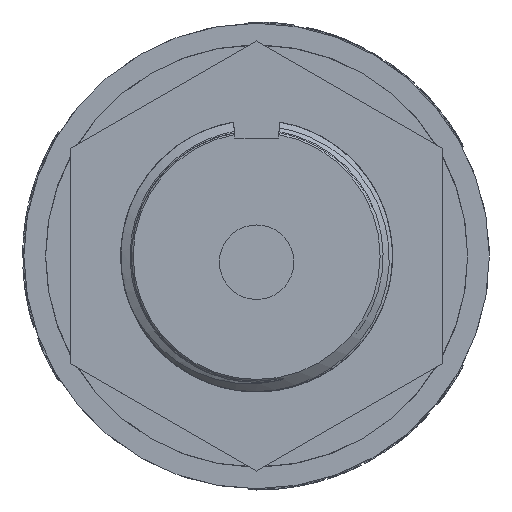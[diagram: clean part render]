
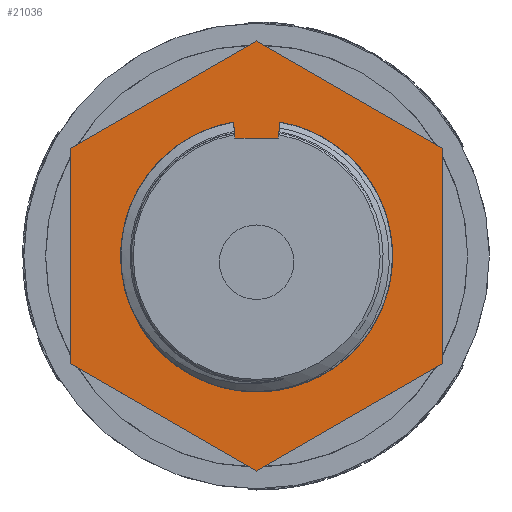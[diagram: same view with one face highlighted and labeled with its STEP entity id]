
A CAD part, front view. The second image highlights one B-rep face of the part: STEP entity #21036.
In plain terms, the highlighted planar face has unit normal (0, -1, 0).
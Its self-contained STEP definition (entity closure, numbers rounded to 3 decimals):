
#670=PLANE('',#22467);
#1191=FACE_BOUND('',#3381,.T.);
#1436=B_SPLINE_CURVE_WITH_KNOTS('',3,(#36950,#36951,#36952,#36953,#36954,
#36955,#36956,#36957,#36958,#36959,#36960,#36961,#36962,#36963,#36964,#36965),
 .UNSPECIFIED.,.F.,.F.,(4,3,3,3,3,4),(-1.951,-1.605,
-1.255,-0.843,-0.424,0.),
 .UNSPECIFIED.);
#1437=B_SPLINE_CURVE_WITH_KNOTS('',3,(#36967,#36968,#36969,#36970,#36971,
#36972,#36973,#36974,#36975,#36976,#36977,#36978,#36979,#36980,#36981,#36982),
 .UNSPECIFIED.,.F.,.F.,(4,3,3,3,3,4),(-1.009,-0.897,
-0.751,-0.519,-0.277,0.),
 .UNSPECIFIED.);
#1438=B_SPLINE_CURVE_WITH_KNOTS('',3,(#36984,#36985,#36986,#36987,#36988,
#36989,#36990,#36991,#36992,#36993,#36994,#36995,#36996,#36997,#36998,#36999),
 .UNSPECIFIED.,.F.,.F.,(4,3,3,3,3,4),(-1.772,-1.495,
-1.221,-0.808,-0.401,0.),.UNSPECIFIED.);
#2144=FACE_OUTER_BOUND('',#3380,.T.);
#3380=EDGE_LOOP('',(#13941,#13942,#13943,#13944,#13945,#13946));
#3381=EDGE_LOOP('',(#13947,#13948,#13949,#13950,#13951,#13952,#13953));
#4808=CIRCLE('',#22468,10.95);
#5910=LINE('',#36938,#7033);
#5911=LINE('',#36940,#7034);
#5912=LINE('',#36942,#7035);
#5913=LINE('',#36944,#7036);
#5914=LINE('',#36946,#7037);
#5915=LINE('',#36947,#7038);
#5916=LINE('',#37001,#7039);
#5917=LINE('',#37003,#7040);
#5918=LINE('',#37005,#7041);
#7033=VECTOR('',#24945,10.);
#7034=VECTOR('',#24946,10.);
#7035=VECTOR('',#24947,10.);
#7036=VECTOR('',#24948,10.);
#7037=VECTOR('',#24949,10.);
#7038=VECTOR('',#24950,10.);
#7039=VECTOR('',#24951,10.);
#7040=VECTOR('',#24952,10.);
#7041=VECTOR('',#24953,10.);
#8580=VERTEX_POINT('',#36936);
#8581=VERTEX_POINT('',#36937);
#8582=VERTEX_POINT('',#36939);
#8583=VERTEX_POINT('',#36941);
#8584=VERTEX_POINT('',#36943);
#8585=VERTEX_POINT('',#36945);
#8586=VERTEX_POINT('',#36948);
#8587=VERTEX_POINT('',#36949);
#8588=VERTEX_POINT('',#36966);
#8589=VERTEX_POINT('',#36983);
#8590=VERTEX_POINT('',#37000);
#8591=VERTEX_POINT('',#37002);
#8592=VERTEX_POINT('',#37004);
#10720=EDGE_CURVE('',#8580,#8581,#5910,.T.);
#10721=EDGE_CURVE('',#8581,#8582,#5911,.T.);
#10722=EDGE_CURVE('',#8582,#8583,#5912,.T.);
#10723=EDGE_CURVE('',#8583,#8584,#5913,.T.);
#10724=EDGE_CURVE('',#8584,#8585,#5914,.T.);
#10725=EDGE_CURVE('',#8585,#8580,#5915,.T.);
#10726=EDGE_CURVE('',#8586,#8587,#1436,.T.);
#10727=EDGE_CURVE('',#8588,#8586,#1437,.T.);
#10728=EDGE_CURVE('',#8589,#8588,#1438,.T.);
#10729=EDGE_CURVE('',#8590,#8589,#5916,.T.);
#10730=EDGE_CURVE('',#8591,#8590,#5917,.T.);
#10731=EDGE_CURVE('',#8592,#8591,#5918,.T.);
#10732=EDGE_CURVE('',#8587,#8592,#4808,.T.);
#13941=ORIENTED_EDGE('',*,*,#10720,.T.);
#13942=ORIENTED_EDGE('',*,*,#10721,.T.);
#13943=ORIENTED_EDGE('',*,*,#10722,.T.);
#13944=ORIENTED_EDGE('',*,*,#10723,.T.);
#13945=ORIENTED_EDGE('',*,*,#10724,.T.);
#13946=ORIENTED_EDGE('',*,*,#10725,.T.);
#13947=ORIENTED_EDGE('',*,*,#10726,.F.);
#13948=ORIENTED_EDGE('',*,*,#10727,.F.);
#13949=ORIENTED_EDGE('',*,*,#10728,.F.);
#13950=ORIENTED_EDGE('',*,*,#10729,.F.);
#13951=ORIENTED_EDGE('',*,*,#10730,.F.);
#13952=ORIENTED_EDGE('',*,*,#10731,.F.);
#13953=ORIENTED_EDGE('',*,*,#10732,.F.);
#21036=ADVANCED_FACE('',(#2144,#1191),#670,.T.);
#22467=AXIS2_PLACEMENT_3D('',#36935,#24943,#24944);
#22468=AXIS2_PLACEMENT_3D('',#37006,#24954,#24955);
#24943=DIRECTION('center_axis',(0.,-1.,0.));
#24944=DIRECTION('ref_axis',(0.,0.,-1.));
#24945=DIRECTION('',(0.,0.,-1.));
#24946=DIRECTION('',(0.866,0.,-0.5));
#24947=DIRECTION('',(0.866,0.,0.5));
#24948=DIRECTION('',(0.,0.,1.));
#24949=DIRECTION('',(-0.866,0.,0.5));
#24950=DIRECTION('',(-0.866,0.,-0.5));
#24951=DIRECTION('',(-0.087,0.,0.996));
#24952=DIRECTION('',(-1.,0.,0.));
#24953=DIRECTION('',(-0.087,0.,-0.996));
#24954=DIRECTION('center_axis',(0.,-1.,0.));
#24955=DIRECTION('ref_axis',(0.,0.,
1.));
#36935=CARTESIAN_POINT('Origin',(0.,-54.99,0.));
#36936=CARTESIAN_POINT('',(-15.,-54.99,8.66));
#36937=CARTESIAN_POINT('',(-15.,-54.99,-8.66));
#36938=CARTESIAN_POINT('',(-15.,-54.99,8.66));
#36939=CARTESIAN_POINT('',(0.,-54.99,-17.321));
#36940=CARTESIAN_POINT('',(-15.,-54.99,-8.66));
#36941=CARTESIAN_POINT('',(15.,-54.99,-8.66));
#36942=CARTESIAN_POINT('',(0.,-54.99,-17.321));
#36943=CARTESIAN_POINT('',(15.,-54.99,8.66));
#36944=CARTESIAN_POINT('',(15.,-54.99,-8.66));
#36945=CARTESIAN_POINT('',(0.,-54.99,17.321));
#36946=CARTESIAN_POINT('',(15.,-54.99,8.66));
#36947=CARTESIAN_POINT('',(0.,-54.99,17.321));
#36948=CARTESIAN_POINT('',(3.041,-54.99,-9.726));
#36949=CARTESIAN_POINT('',(9.217,-54.99,5.911));
#36950=CARTESIAN_POINT('Ctrl Pts',(3.041,-54.99,-9.726));
#36951=CARTESIAN_POINT('Ctrl Pts',(4.153,-54.99,-9.427));
#36952=CARTESIAN_POINT('Ctrl Pts',(5.207,-54.99,-8.942));
#36953=CARTESIAN_POINT('Ctrl Pts',(6.158,-54.99,-8.292));
#36954=CARTESIAN_POINT('Ctrl Pts',(7.122,-54.99,-7.634));
#36955=CARTESIAN_POINT('Ctrl Pts',(7.968,-54.99,-6.818));
#36956=CARTESIAN_POINT('Ctrl Pts',(8.661,-54.99,-5.879));
#36957=CARTESIAN_POINT('Ctrl Pts',(9.476,-54.99,-4.774));
#36958=CARTESIAN_POINT('Ctrl Pts',(10.066,-54.99,-3.521));
#36959=CARTESIAN_POINT('Ctrl Pts',(10.4,-54.99,-2.189));
#36960=CARTESIAN_POINT('Ctrl Pts',(10.74,-54.99,-0.838));
#36961=CARTESIAN_POINT('Ctrl Pts',(10.811,-54.99,0.567));
#36962=CARTESIAN_POINT('Ctrl Pts',(10.612,-54.99,1.946));
#36963=CARTESIAN_POINT('Ctrl Pts',(10.411,-54.99,3.346));
#36964=CARTESIAN_POINT('Ctrl Pts',(9.936,-54.99,4.692));
#36965=CARTESIAN_POINT('Ctrl Pts',(9.217,-54.99,5.911));
#36966=CARTESIAN_POINT('',(-9.8,-54.99,-2.793));
#36967=CARTESIAN_POINT('Ctrl Pts',(-9.8,-54.99,-2.793));
#36968=CARTESIAN_POINT('Ctrl Pts',(-9.598,-54.99,-3.407));
#36969=CARTESIAN_POINT('Ctrl Pts',(-9.357,-54.99,
-3.98));
#36970=CARTESIAN_POINT('Ctrl Pts',(-9.061,-54.99,
-4.542));
#36971=CARTESIAN_POINT('Ctrl Pts',(-8.675,-54.99,
-5.274));
#36972=CARTESIAN_POINT('Ctrl Pts',(-8.207,-54.99,-5.955));
#36973=CARTESIAN_POINT('Ctrl Pts',(-7.663,-54.99,-6.577));
#36974=CARTESIAN_POINT('Ctrl Pts',(-6.794,-54.99,-7.568));
#36975=CARTESIAN_POINT('Ctrl Pts',(-5.748,-54.99,
-8.384));
#36976=CARTESIAN_POINT('Ctrl Pts',(-4.575,-54.99,
-8.982));
#36977=CARTESIAN_POINT('Ctrl Pts',(-3.352,-54.99,-9.606));
#36978=CARTESIAN_POINT('Ctrl Pts',(-2.019,-54.99,-9.979));
#36979=CARTESIAN_POINT('Ctrl Pts',(-0.649,-54.99,-10.085));
#36980=CARTESIAN_POINT('Ctrl Pts',(0.921,-54.99,-10.205));
#36981=CARTESIAN_POINT('Ctrl Pts',(2.209,-54.99,-9.949));
#36982=CARTESIAN_POINT('Ctrl Pts',(3.041,-54.99,-9.726));
#36983=CARTESIAN_POINT('',(-1.857,-54.99,10.724));
#36984=CARTESIAN_POINT('Ctrl Pts',(-1.857,-54.99,10.724));
#36985=CARTESIAN_POINT('Ctrl Pts',(-2.76,-54.99,10.532));
#36986=CARTESIAN_POINT('Ctrl Pts',(-3.634,-54.99,10.226));
#36987=CARTESIAN_POINT('Ctrl Pts',(-4.459,-54.99,9.812));
#36988=CARTESIAN_POINT('Ctrl Pts',(-5.277,-54.99,9.402));
#36989=CARTESIAN_POINT('Ctrl Pts',(-6.04,-54.99,8.889));
#36990=CARTESIAN_POINT('Ctrl Pts',(-6.728,-54.99,8.284));
#36991=CARTESIAN_POINT('Ctrl Pts',(-7.764,-54.99,7.375));
#36992=CARTESIAN_POINT('Ctrl Pts',(-8.613,-54.99,6.273));
#36993=CARTESIAN_POINT('Ctrl Pts',(-9.225,-54.99,5.038));
#36994=CARTESIAN_POINT('Ctrl Pts',(-9.829,-54.99,3.822));
#36995=CARTESIAN_POINT('Ctrl Pts',(-10.19,-54.99,2.501));
#36996=CARTESIAN_POINT('Ctrl Pts',(-10.287,-54.99,1.147));
#36997=CARTESIAN_POINT('Ctrl Pts',(-10.382,-54.99,-0.186));
#36998=CARTESIAN_POINT('Ctrl Pts',(-10.218,-54.99,-1.525));
#36999=CARTESIAN_POINT('Ctrl Pts',(-9.8,-54.99,-2.793));
#37000=CARTESIAN_POINT('',(-1.75,-54.99,9.5));
#37001=CARTESIAN_POINT('',(-1.331,-54.99,4.71));
#37002=CARTESIAN_POINT('',(1.75,-54.99,9.5));
#37003=CARTESIAN_POINT('',(0.875,-54.99,9.5));
#37004=CARTESIAN_POINT('',(1.863,-54.99,10.79));
#37005=CARTESIAN_POINT('',(1.39,-54.99,5.38));
#37006=CARTESIAN_POINT('Origin',(0.,-54.99,0.));
